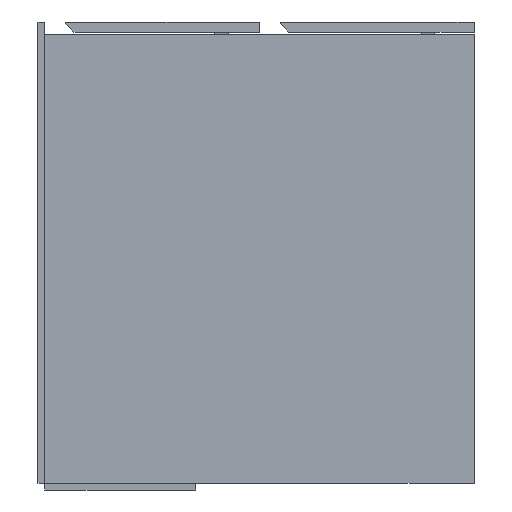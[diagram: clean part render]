
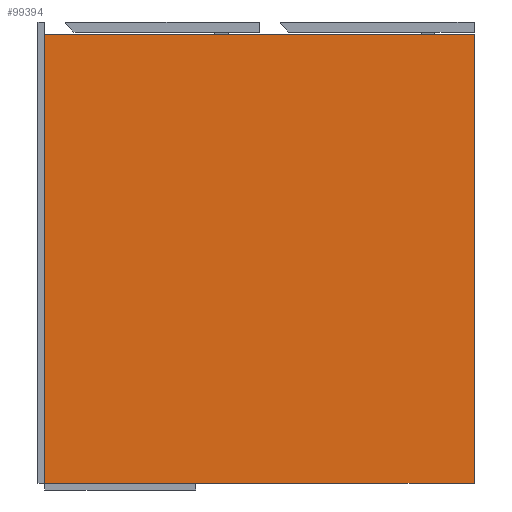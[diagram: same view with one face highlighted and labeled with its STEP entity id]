
A CAD part, left-side view. The second image highlights one B-rep face of the part: STEP entity #99394.
In plain terms, the highlighted planar face has unit normal (-1, 0, 0).
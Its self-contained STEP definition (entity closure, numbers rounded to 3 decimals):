
#6529 = DIRECTION ( 'NONE',  ( 0., 0., 1. ) ) ;
#7891 = VERTEX_POINT ( 'NONE', #87455 ) ;
#15630 = VERTEX_POINT ( 'NONE', #67548 ) ;
#21987 = VECTOR ( 'NONE', #132112, 1000. ) ;
#29486 = CARTESIAN_POINT ( 'NONE',  ( 2., 1047.337, -550. ) ) ;
#30330 = PLANE ( 'NONE',  #35947 ) ;
#32936 = VECTOR ( 'NONE', #6529, 1000. ) ;
#35947 = AXIS2_PLACEMENT_3D ( 'NONE', #128656, #96855, #67147 ) ;
#39856 = VECTOR ( 'NONE', #137099, 1000. ) ;
#43881 = CARTESIAN_POINT ( 'NONE',  ( 2., 1047.337, -15. ) ) ;
#55657 = EDGE_CURVE ( 'NONE', #117066, #95361, #81091, .T. ) ;
#58357 = ORIENTED_EDGE ( 'NONE', *, *, #55657, .F. ) ;
#59124 = EDGE_CURVE ( 'NONE', #117066, #15630, #119115, .T. ) ;
#59739 = CARTESIAN_POINT ( 'NONE',  ( 2., 512., -550. ) ) ;
#61713 = EDGE_CURVE ( 'NONE', #95361, #7891, #132083, .T. ) ;
#61899 = CARTESIAN_POINT ( 'NONE',  ( 2., 512., -15. ) ) ;
#64205 = ORIENTED_EDGE ( 'NONE', *, *, #61713, .F. ) ;
#67147 = DIRECTION ( 'NONE',  ( 0., 0., -1. ) ) ;
#67548 = CARTESIAN_POINT ( 'NONE',  ( 2., 0., -550. ) ) ;
#70094 = ORIENTED_EDGE ( 'NONE', *, *, #91778, .T. ) ;
#78622 = CARTESIAN_POINT ( 'NONE',  ( 2., 0., -550. ) ) ;
#81091 = LINE ( 'NONE', #92655, #32936 ) ;
#81514 = VECTOR ( 'NONE', #86597, 1000. ) ;
#86597 = DIRECTION ( 'NONE',  ( 0., -1., 0. ) ) ;
#87455 = CARTESIAN_POINT ( 'NONE',  ( 2., 0., -15. ) ) ;
#87482 = EDGE_LOOP ( 'NONE', ( #58357, #119167, #70094, #64205 ) ) ;
#91778 = EDGE_CURVE ( 'NONE', #15630, #7891, #100317, .T. ) ;
#92655 = CARTESIAN_POINT ( 'NONE',  ( 2., 512., -550. ) ) ;
#95361 = VERTEX_POINT ( 'NONE', #61899 ) ;
#96855 = DIRECTION ( 'NONE',  ( 1., 0., 0. ) ) ;
#99394 = ADVANCED_FACE ( 'NONE', ( #129377 ), #30330, .F. ) ;
#100317 = LINE ( 'NONE', #78622, #21987 ) ;
#117066 = VERTEX_POINT ( 'NONE', #59739 ) ;
#119115 = LINE ( 'NONE', #29486, #81514 ) ;
#119167 = ORIENTED_EDGE ( 'NONE', *, *, #59124, .T. ) ;
#128656 = CARTESIAN_POINT ( 'NONE',  ( 2., 1047.337, -550. ) ) ;
#129377 = FACE_OUTER_BOUND ( 'NONE', #87482, .T. ) ;
#132083 = LINE ( 'NONE', #43881, #39856 ) ;
#132112 = DIRECTION ( 'NONE',  ( 0., 0., 1. ) ) ;
#137099 = DIRECTION ( 'NONE',  ( 0., -1., 0. ) ) ;
